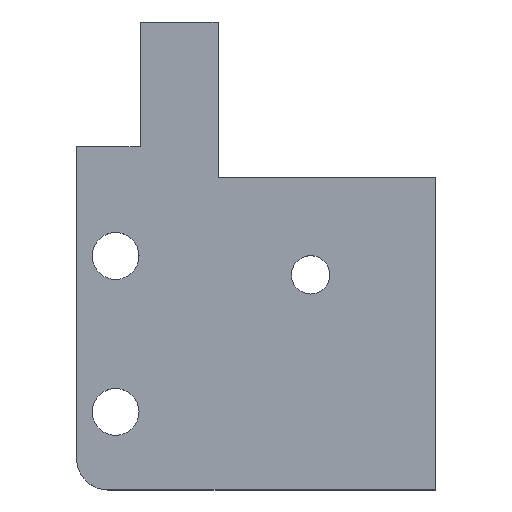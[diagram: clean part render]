
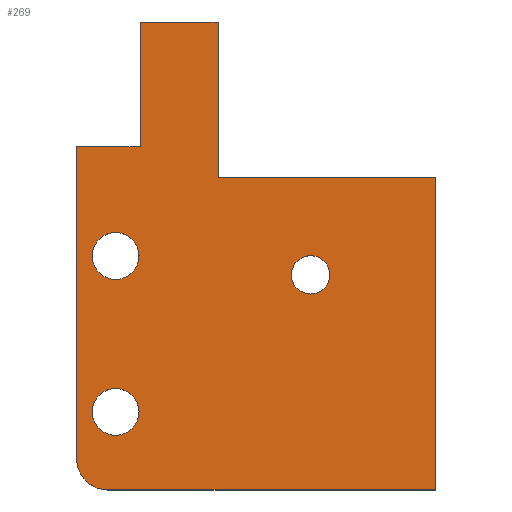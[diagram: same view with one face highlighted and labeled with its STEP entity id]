
A CAD part, top view. The second image highlights one B-rep face of the part: STEP entity #269.
In plain terms, the highlighted planar face has unit normal (0, 0, 1).
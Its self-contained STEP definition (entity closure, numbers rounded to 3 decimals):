
#15=LINE('',#384,#40);
#19=LINE('',#392,#44);
#23=LINE('',#401,#48);
#26=LINE('',#407,#51);
#29=LINE('',#413,#54);
#33=LINE('',#424,#58);
#35=LINE('',#428,#60);
#38=LINE('',#433,#63);
#40=VECTOR('',#316,4.068);
#44=VECTOR('',#322,8.);
#48=VECTOR('',#328,13.932);
#51=VECTOR('',#333,20.);
#54=VECTOR('',#338,21.);
#58=VECTOR('',#350,20.);
#60=VECTOR('',#354,5.);
#63=VECTOR('',#359,10.);
#74=PLANE('',#293);
#81=FACE_BOUND('',#118,.T.);
#82=FACE_BOUND('',#119,.T.);
#83=FACE_BOUND('',#120,.T.);
#97=FACE_OUTER_BOUND('',#117,.T.);
#117=EDGE_LOOP('',(#240,#241,#242,#243,#244,#245,#246,#247,#248));
#118=EDGE_LOOP('',(#249));
#119=EDGE_LOOP('',(#250));
#120=EDGE_LOOP('',(#251));
#122=CIRCLE('',#274,1.5);
#124=CIRCLE('',#277,1.5);
#125=CIRCLE('',#279,1.23);
#127=CIRCLE('',#287,2.);
#130=VERTEX_POINT('',#369);
#132=VERTEX_POINT('',#374);
#133=VERTEX_POINT('',#377);
#135=VERTEX_POINT('',#382);
#136=VERTEX_POINT('',#383);
#139=VERTEX_POINT('',#391);
#142=VERTEX_POINT('',#398);
#143=VERTEX_POINT('',#400);
#145=VERTEX_POINT('',#406);
#147=VERTEX_POINT('',#412);
#149=VERTEX_POINT('',#418);
#151=VERTEX_POINT('',#427);
#154=EDGE_CURVE('',#130,#130,#122,.T.);
#156=EDGE_CURVE('',#132,#132,#124,.T.);
#157=EDGE_CURVE('',#133,#133,#125,.T.);
#159=EDGE_CURVE('',#135,#136,#15,.T.);
#163=EDGE_CURVE('',#135,#139,#19,.T.);
#167=EDGE_CURVE('',#142,#143,#23,.T.);
#170=EDGE_CURVE('',#143,#145,#26,.T.);
#173=EDGE_CURVE('',#145,#147,#29,.T.);
#176=EDGE_CURVE('',#147,#149,#127,.T.);
#179=EDGE_CURVE('',#149,#136,#33,.T.);
#181=EDGE_CURVE('',#139,#151,#35,.T.);
#184=EDGE_CURVE('',#151,#142,#38,.T.);
#240=ORIENTED_EDGE('',*,*,#159,.T.);
#241=ORIENTED_EDGE('',*,*,#179,.F.);
#242=ORIENTED_EDGE('',*,*,#176,.F.);
#243=ORIENTED_EDGE('',*,*,#173,.F.);
#244=ORIENTED_EDGE('',*,*,#170,.F.);
#245=ORIENTED_EDGE('',*,*,#167,.F.);
#246=ORIENTED_EDGE('',*,*,#184,.F.);
#247=ORIENTED_EDGE('',*,*,#181,.F.);
#248=ORIENTED_EDGE('',*,*,#163,.F.);
#249=ORIENTED_EDGE('',*,*,#154,.T.);
#250=ORIENTED_EDGE('',*,*,#156,.T.);
#251=ORIENTED_EDGE('',*,*,#157,.T.);
#269=ADVANCED_FACE('',(#97,#81,#82,#83),#74,.T.);
#274=AXIS2_PLACEMENT_3D('',#370,#300,#301);
#277=AXIS2_PLACEMENT_3D('',#375,#306,#307);
#279=AXIS2_PLACEMENT_3D('',#378,#310,#311);
#287=AXIS2_PLACEMENT_3D('',#419,#343,#344);
#293=AXIS2_PLACEMENT_3D('',#436,#363,#364);
#300=DIRECTION('center_axis',(0.,0.,-1.));
#301=DIRECTION('ref_axis',(-1.,0.,0.));
#306=DIRECTION('center_axis',(0.,0.,-1.));
#307=DIRECTION('ref_axis',(-1.,0.,0.));
#310=DIRECTION('center_axis',(0.,0.,-1.));
#311=DIRECTION('ref_axis',(-1.,0.,0.));
#316=DIRECTION('',(-1.,0.,0.));
#322=DIRECTION('',(0.,1.,0.));
#328=DIRECTION('',(1.,0.,0.));
#333=DIRECTION('',(0.,-1.,0.));
#338=DIRECTION('',(-1.,0.,0.));
#343=DIRECTION('center_axis',(0.,0.,-1.));
#344=DIRECTION('ref_axis',(-1.,0.,0.));
#350=DIRECTION('',(0.,1.,0.));
#354=DIRECTION('',(1.,0.,0.));
#359=DIRECTION('',(0.,-1.,0.));
#363=DIRECTION('center_axis',(0.,0.,1.));
#364=DIRECTION('ref_axis',(1.,0.,0.));
#369=CARTESIAN_POINT('',(1.449,-5.182,2.));
#370=CARTESIAN_POINT('Origin',(-0.051,-5.182,2.));
#374=CARTESIAN_POINT('',(1.449,4.818,2.));
#375=CARTESIAN_POINT('Origin',(-0.051,4.818,2.));
#377=CARTESIAN_POINT('',(13.678,3.608,2.));
#378=CARTESIAN_POINT('Origin',(12.449,3.608,2.));
#382=CARTESIAN_POINT('',(1.517,11.818,2.));
#383=CARTESIAN_POINT('',(-2.551,11.818,2.));
#384=CARTESIAN_POINT('',(-2.551,11.818,2.));
#391=CARTESIAN_POINT('',(1.517,19.818,2.));
#392=CARTESIAN_POINT('',(1.517,19.818,2.));
#398=CARTESIAN_POINT('',(6.517,9.818,2.));
#400=CARTESIAN_POINT('',(20.449,9.818,2.));
#401=CARTESIAN_POINT('',(20.449,9.818,2.));
#406=CARTESIAN_POINT('',(20.449,-10.182,2.));
#407=CARTESIAN_POINT('',(20.449,-10.182,2.));
#412=CARTESIAN_POINT('',(-0.551,-10.182,2.));
#413=CARTESIAN_POINT('',(-0.551,-10.182,2.));
#418=CARTESIAN_POINT('',(-2.551,-8.182,2.));
#419=CARTESIAN_POINT('Origin',(-0.551,-8.182,2.));
#424=CARTESIAN_POINT('',(-2.551,9.818,2.));
#427=CARTESIAN_POINT('',(6.517,19.818,2.));
#428=CARTESIAN_POINT('',(6.517,19.818,2.));
#433=CARTESIAN_POINT('',(6.517,9.818,2.));
#436=CARTESIAN_POINT('Origin',(4.017,14.818,2.));
